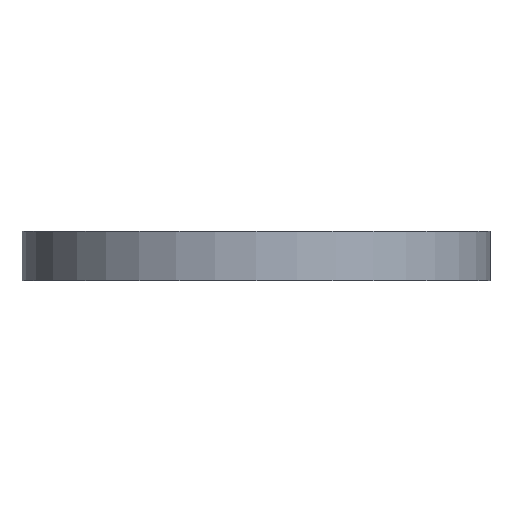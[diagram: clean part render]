
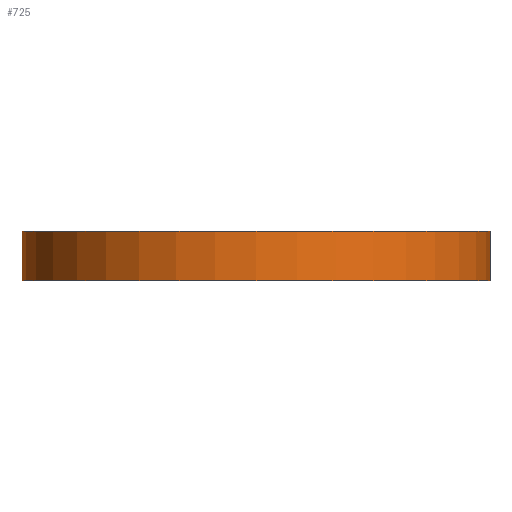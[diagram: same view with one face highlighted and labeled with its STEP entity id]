
A CAD part, front view. The second image highlights one B-rep face of the part: STEP entity #725.
In plain terms, the highlighted cylindrical face has radius 330 mm (diameter 660 mm), a partial arc.
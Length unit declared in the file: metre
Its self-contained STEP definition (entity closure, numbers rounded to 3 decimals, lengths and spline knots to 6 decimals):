
#25 = CARTESIAN_POINT ( 'NONE',  ( 0., 0., 0. ) ) ;
#46 = DIRECTION ( 'NONE',  ( 0., 0., -1. ) ) ;
#67 = ORIENTED_EDGE ( 'NONE', *, *, #662, .F. ) ;
#128 = AXIS2_PLACEMENT_3D ( 'NONE', #399, #917, #572 ) ;
#186 = CARTESIAN_POINT ( 'NONE',  ( -0.33, 0., 0. ) ) ;
#226 = VERTEX_POINT ( 'NONE', #259 ) ;
#232 = ORIENTED_EDGE ( 'NONE', *, *, #694, .T. ) ;
#249 = VERTEX_POINT ( 'NONE', #606 ) ;
#259 = CARTESIAN_POINT ( 'NONE',  ( -0.33, 0., 0.07 ) ) ;
#272 = DIRECTION ( 'NONE',  ( 0., 0., 1. ) ) ;
#276 = DIRECTION ( 'NONE',  ( 1., 0., 0. ) ) ;
#342 = CIRCLE ( 'NONE', #550, 0.33 ) ;
#361 = CIRCLE ( 'NONE', #128, 0.33 ) ;
#362 = EDGE_CURVE ( 'NONE', #371, #498, #342, .T. ) ;
#371 = VERTEX_POINT ( 'NONE', #186 ) ;
#384 = LINE ( 'NONE', #1077, #1056 ) ;
#392 = DIRECTION ( 'NONE',  ( -1., 0., 0. ) ) ;
#396 = AXIS2_PLACEMENT_3D ( 'NONE', #486, #997, #392 ) ;
#399 = CARTESIAN_POINT ( 'NONE',  ( 0., 0., 0.07 ) ) ;
#421 = EDGE_CURVE ( 'NONE', #249, #498, #384, .T. ) ;
#471 = CARTESIAN_POINT ( 'NONE',  ( 0.33, 0., 0. ) ) ;
#486 = CARTESIAN_POINT ( 'NONE',  ( 0., 0., 0.07 ) ) ;
#498 = VERTEX_POINT ( 'NONE', #471 ) ;
#519 = VECTOR ( 'NONE', #46, 1. ) ;
#550 = AXIS2_PLACEMENT_3D ( 'NONE', #25, #272, #276 ) ;
#564 = FACE_OUTER_BOUND ( 'NONE', #866, .T. ) ;
#571 = DIRECTION ( 'NONE',  ( 0., 0., -1. ) ) ;
#572 = DIRECTION ( 'NONE',  ( 1., 0., 0. ) ) ;
#606 = CARTESIAN_POINT ( 'NONE',  ( 0.33, 0., 0.07 ) ) ;
#656 = CYLINDRICAL_SURFACE ( 'NONE', #396, 0.33 ) ;
#662 = EDGE_CURVE ( 'NONE', #226, #249, #361, .T. ) ;
#664 = LINE ( 'NONE', #1093, #519 ) ;
#687 = ORIENTED_EDGE ( 'NONE', *, *, #421, .F. ) ;
#694 = EDGE_CURVE ( 'NONE', #226, #371, #664, .T. ) ;
#725 = ADVANCED_FACE ( 'NONE', ( #564 ), #656, .T. ) ;
#866 = EDGE_LOOP ( 'NONE', ( #687, #67, #232, #897 ) ) ;
#897 = ORIENTED_EDGE ( 'NONE', *, *, #362, .T. ) ;
#917 = DIRECTION ( 'NONE',  ( 0., 0., 1. ) ) ;
#997 = DIRECTION ( 'NONE',  ( 0., 0., -1. ) ) ;
#1056 = VECTOR ( 'NONE', #571, 1. ) ;
#1077 = CARTESIAN_POINT ( 'NONE',  ( 0.33, 0., 0.07 ) ) ;
#1093 = CARTESIAN_POINT ( 'NONE',  ( -0.33, 0., 0.07 ) ) ;
